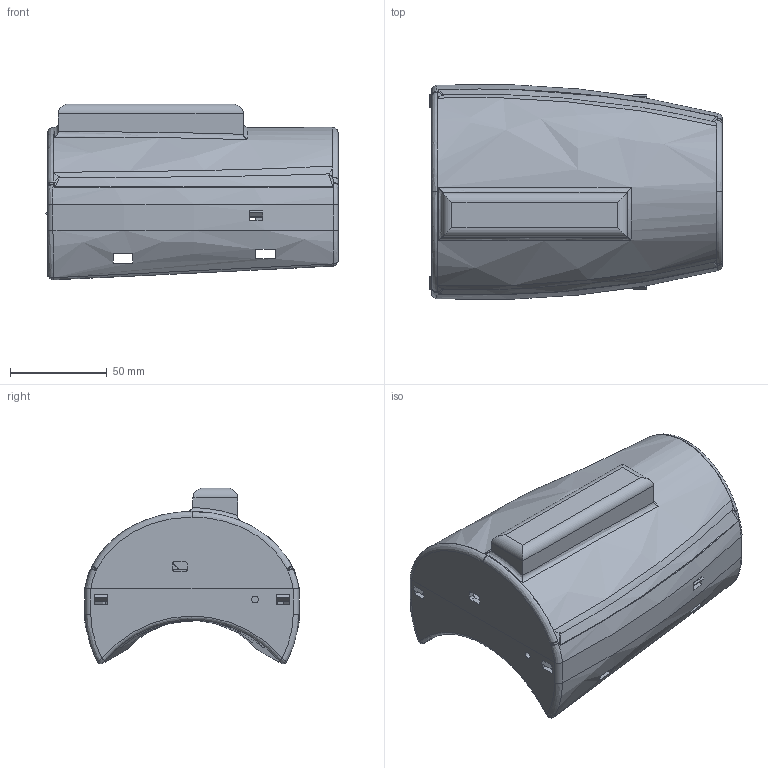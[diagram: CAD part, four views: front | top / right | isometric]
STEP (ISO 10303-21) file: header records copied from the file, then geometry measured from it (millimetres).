
FILE_DESCRIPTION(/* description */ ('STEP AP242','CAx-IF Rec.Pracs.---Representation and Presentation of Product Manufacturing Information (PMI)---4.0---2014-10-13','CAx-IF Rec.Pracs.---3D Tessellated Geometry---0.4---2014-09-14','2;1'),/* implementation_level */ '2;1');
FILE_NAME(/* name */ '6556f2e0eb306a5827bf27fe',/* time_stamp */ '2023-11-17T04:58:09Z',/* author */ (''),/* organization */ (''),/* preprocessor_version */ 'ST-DEVELOPER v19.4',/* originating_system */ ' ',/* authorisation */ ' ');
FILE_SCHEMA (('AP242_MANAGED_MODEL_BASED_3D_ENGINEERING_MIM_LF { 1 0 10303 442 1 1 4 }'));
Length unit declared in the file: metre
Products named in the file (2): Part 2; Part 1
Bounding box: 150.92 x 110.97 x 90.66 mm (x, y, z)
Volume: 336427 mm3; surface area: 153254.7 mm2
Topology: 2 solids, 2 shells, 323 faces, 891 edges, 576 vertices
Faces by surface type: plane 167, cylinder 80, bspline 68, torus 8
Full cylindrical faces by diameter (mm): 2 x2, 2.5 x4, 3 x2, 3.5 x1, 5 x1, 6 x1, 25 x2, 27 x1
Entity records: 12571 total; most frequent: CARTESIAN_POINT 4924, ORIENTED_EDGE 1738, DIRECTION 1302, EDGE_CURVE 869, VERTEX_POINT 571, LINE 454, VECTOR 454, AXIS2_PLACEMENT_3D 424
